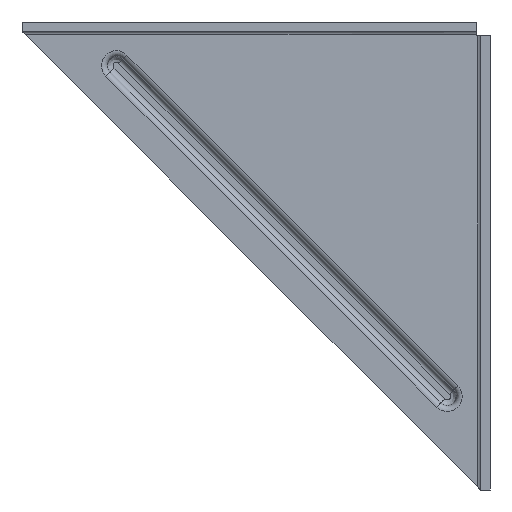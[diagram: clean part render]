
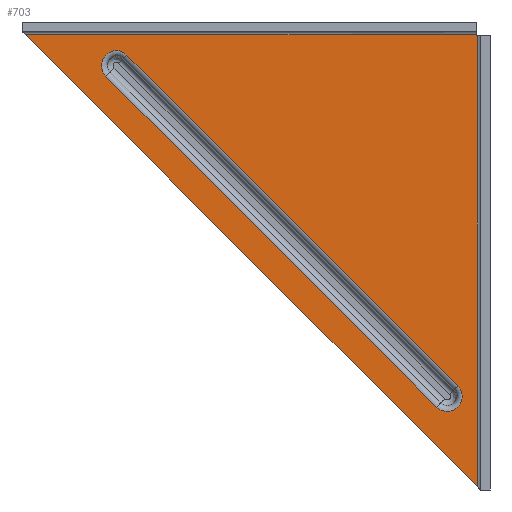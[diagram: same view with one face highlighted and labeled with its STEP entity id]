
A CAD part, front view. The second image highlights one B-rep face of the part: STEP entity #703.
In plain terms, the highlighted planar face has unit normal (0, -1, 0).
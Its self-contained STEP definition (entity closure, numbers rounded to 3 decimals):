
#553=CARTESIAN_POINT('',(-66.826,116.812,112.318));
#554=VERTEX_POINT('',#553);
#555=CARTESIAN_POINT('',(77.424,116.812,-31.932));
#556=VERTEX_POINT('',#555);
#557=CARTESIAN_POINT('',(-66.826,116.812,112.318));
#558=DIRECTION('',(0.707,0.0,-0.707));
#559=VECTOR('',#558,204.);
#560=LINE('',#557,#559);
#561=EDGE_CURVE('',#554,#556,#560,.T.);
#586=CARTESIAN_POINT('',(86.616,116.812,-22.74));
#587=VERTEX_POINT('',#586);
#588=CARTESIAN_POINT('',(82.02,116.812,-27.336));
#589=DIRECTION('',(0.0,-1.0,0.0));
#590=DIRECTION('',(0.0,0.0,-1.0));
#591=AXIS2_PLACEMENT_3D('',#588,#589,#590);
#592=CIRCLE('',#591,6.5);
#593=EDGE_CURVE('',#556,#587,#592,.T.);
#613=CARTESIAN_POINT('',(-57.633,116.812,121.51));
#614=VERTEX_POINT('',#613);
#622=CARTESIAN_POINT('',(-62.23,116.812,116.914));
#623=DIRECTION('',(0.0,-1.0,0.0));
#624=DIRECTION('',(0.0,0.0,1.0));
#625=AXIS2_PLACEMENT_3D('',#622,#623,#624);
#626=CIRCLE('',#625,6.5);
#627=EDGE_CURVE('',#614,#554,#626,.T.);
#638=CARTESIAN_POINT('',(86.616,116.812,-22.74));
#639=DIRECTION('',(-0.707,0.0,0.707));
#640=VECTOR('',#639,204.);
#641=LINE('',#638,#640);
#642=EDGE_CURVE('',#587,#614,#641,.T.);
#650=CARTESIAN_POINT('',(96.608,116.812,-68.086));
#651=DIRECTION('',(0.0,1.0,0.0));
#652=DIRECTION('',(0.0,0.0,1.0));
#653=AXIS2_PLACEMENT_3D('',#650,#651,#652);
#654=PLANE('',#653);
#655=CARTESIAN_POINT('',(-101.792,116.812,130.314));
#656=VERTEX_POINT('',#655);
#657=CARTESIAN_POINT('',(94.608,116.812,130.314));
#658=VERTEX_POINT('',#657);
#659=CARTESIAN_POINT('',(-101.792,116.812,130.314));
#660=DIRECTION('',(1.0,0.0,0.0));
#661=VECTOR('',#660,196.4);
#662=LINE('',#659,#661);
#663=EDGE_CURVE('',#656,#658,#662,.T.);
#664=ORIENTED_EDGE('',*,*,#663,.F.);
#665=CARTESIAN_POINT('',(95.008,116.812,-66.486));
#666=VERTEX_POINT('',#665);
#667=CARTESIAN_POINT('',(95.008,116.812,-66.486));
#668=DIRECTION('',(-0.707,0.0,0.707));
#669=VECTOR('',#668,278.317);
#670=LINE('',#667,#669);
#671=EDGE_CURVE('',#666,#656,#670,.T.);
#672=ORIENTED_EDGE('',*,*,#671,.F.);
#673=CARTESIAN_POINT('',(95.008,116.812,129.914));
#674=VERTEX_POINT('',#673);
#675=CARTESIAN_POINT('',(95.008,116.812,129.914));
#676=DIRECTION('',(0.0,0.0,-1.0));
#677=VECTOR('',#676,196.4);
#678=LINE('',#675,#677);
#679=EDGE_CURVE('',#674,#666,#678,.T.);
#680=ORIENTED_EDGE('',*,*,#679,.F.);
#681=CARTESIAN_POINT('',(94.608,116.812,129.914));
#682=VERTEX_POINT('',#681);
#683=CARTESIAN_POINT('',(95.008,116.812,129.914));
#684=DIRECTION('',(-1.0,0.0,0.0));
#685=VECTOR('',#684,0.4);
#686=LINE('',#683,#685);
#687=EDGE_CURVE('',#674,#682,#686,.T.);
#688=ORIENTED_EDGE('',*,*,#687,.T.);
#689=CARTESIAN_POINT('',(94.608,116.812,129.914));
#690=DIRECTION('',(0.0,0.0,1.0));
#691=VECTOR('',#690,0.4);
#692=LINE('',#689,#691);
#693=EDGE_CURVE('',#682,#658,#692,.T.);
#694=ORIENTED_EDGE('',*,*,#693,.T.);
#695=EDGE_LOOP('',(#664,#672,#680,#688,#694));
#696=FACE_OUTER_BOUND('',#695,.T.);
#697=ORIENTED_EDGE('',*,*,#561,.F.);
#698=ORIENTED_EDGE('',*,*,#627,.F.);
#699=ORIENTED_EDGE('',*,*,#642,.F.);
#700=ORIENTED_EDGE('',*,*,#593,.F.);
#701=EDGE_LOOP('',(#697,#698,#699,#700));
#702=FACE_BOUND('',#701,.T.);
#703=ADVANCED_FACE('',(#696,#702),#654,.F.);
